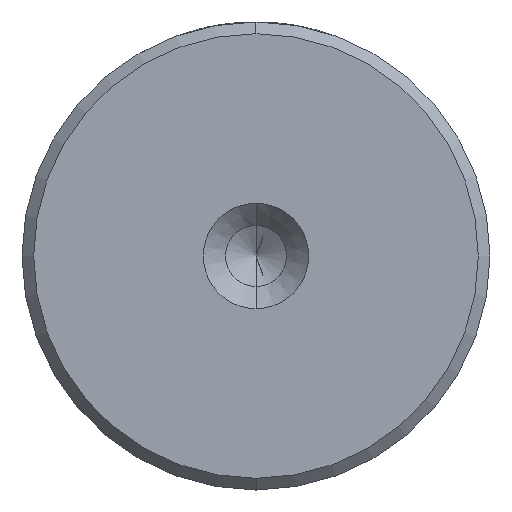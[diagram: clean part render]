
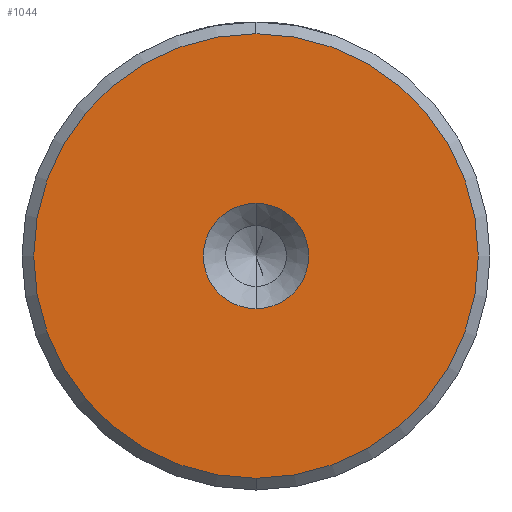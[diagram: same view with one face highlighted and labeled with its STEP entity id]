
A CAD part, left-side view. The second image highlights one B-rep face of the part: STEP entity #1044.
In plain terms, the highlighted planar face has unit normal (-1, 0, 0).
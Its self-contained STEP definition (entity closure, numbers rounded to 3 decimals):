
#43 = CIRCLE ( 'NONE', #592, 2.25 ) ;
#168 = EDGE_CURVE ( 'NONE', #1667, #707, #914, .T. ) ;
#199 = VERTEX_POINT ( 'NONE', #2291 ) ;
#221 = PLANE ( 'NONE',  #2336 ) ;
#575 = CARTESIAN_POINT ( 'NONE',  ( 0., 0., 0. ) ) ;
#592 = AXIS2_PLACEMENT_3D ( 'NONE', #2437, #1018, #2668 ) ;
#707 = VERTEX_POINT ( 'NONE', #2754 ) ;
#715 = DIRECTION ( 'NONE',  ( 0., 0., 1. ) ) ;
#733 = DIRECTION ( 'NONE',  ( -1., 0., 0. ) ) ;
#808 = DIRECTION ( 'NONE',  ( 0., 0., 1. ) ) ;
#865 = VERTEX_POINT ( 'NONE', #1397 ) ;
#914 = CIRCLE ( 'NONE', #2726, 2.25 ) ;
#1018 = DIRECTION ( 'NONE',  ( -1., 0., 0. ) ) ;
#1044 = ADVANCED_FACE ( 'NONE', ( #1248, #2657 ), #221, .T. ) ;
#1095 = EDGE_CURVE ( 'NONE', #199, #865, #2371, .T. ) ;
#1179 = AXIS2_PLACEMENT_3D ( 'NONE', #575, #2229, #808 ) ;
#1248 = FACE_OUTER_BOUND ( 'NONE', #2832, .T. ) ;
#1397 = CARTESIAN_POINT ( 'NONE',  ( 0., 0., -9.5 ) ) ;
#1508 = DIRECTION ( 'NONE',  ( 0., 0., 1. ) ) ;
#1522 = DIRECTION ( 'NONE',  ( -1., 0., 0. ) ) ;
#1541 = CARTESIAN_POINT ( 'NONE',  ( 0., 0., 0. ) ) ;
#1613 = ORIENTED_EDGE ( 'NONE', *, *, #2400, .T. ) ;
#1667 = VERTEX_POINT ( 'NONE', #2729 ) ;
#1677 = ORIENTED_EDGE ( 'NONE', *, *, #1095, .T. ) ;
#1830 = EDGE_LOOP ( 'NONE', ( #2854, #2941 ) ) ;
#1891 = CARTESIAN_POINT ( 'NONE',  ( 0., 0., 0. ) ) ;
#2138 = DIRECTION ( 'NONE',  ( -1., 0., 0. ) ) ;
#2153 = CARTESIAN_POINT ( 'NONE',  ( 0., 0., 0. ) ) ;
#2167 = AXIS2_PLACEMENT_3D ( 'NONE', #2153, #733, #2398 ) ;
#2229 = DIRECTION ( 'NONE',  ( -1., 0., 0. ) ) ;
#2291 = CARTESIAN_POINT ( 'NONE',  ( 0., 0., 9.5 ) ) ;
#2336 = AXIS2_PLACEMENT_3D ( 'NONE', #1891, #2138, #715 ) ;
#2365 = CIRCLE ( 'NONE', #1179, 9.5 ) ;
#2371 = CIRCLE ( 'NONE', #2167, 9.5 ) ;
#2398 = DIRECTION ( 'NONE',  ( 0., 0., 1. ) ) ;
#2400 = EDGE_CURVE ( 'NONE', #865, #199, #2365, .T. ) ;
#2437 = CARTESIAN_POINT ( 'NONE',  ( 0., 0., 0. ) ) ;
#2657 = FACE_BOUND ( 'NONE', #1830, .T. ) ;
#2668 = DIRECTION ( 'NONE',  ( 0., 0., 1. ) ) ;
#2726 = AXIS2_PLACEMENT_3D ( 'NONE', #1541, #1522, #1508 ) ;
#2729 = CARTESIAN_POINT ( 'NONE',  ( 0., 0., 2.25 ) ) ;
#2754 = CARTESIAN_POINT ( 'NONE',  ( 0., 0., -2.25 ) ) ;
#2803 = EDGE_CURVE ( 'NONE', #707, #1667, #43, .T. ) ;
#2832 = EDGE_LOOP ( 'NONE', ( #1613, #1677 ) ) ;
#2854 = ORIENTED_EDGE ( 'NONE', *, *, #168, .F. ) ;
#2941 = ORIENTED_EDGE ( 'NONE', *, *, #2803, .F. ) ;
